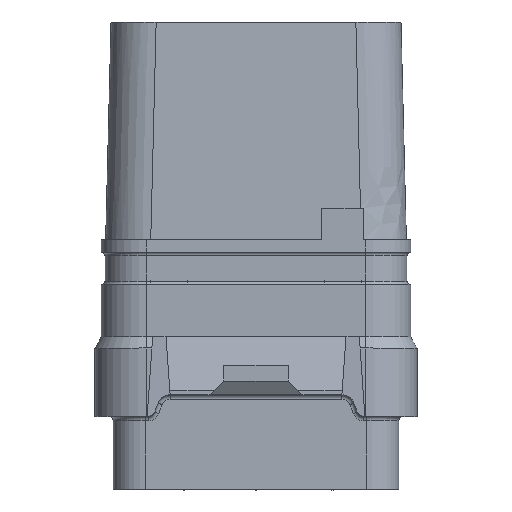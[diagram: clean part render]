
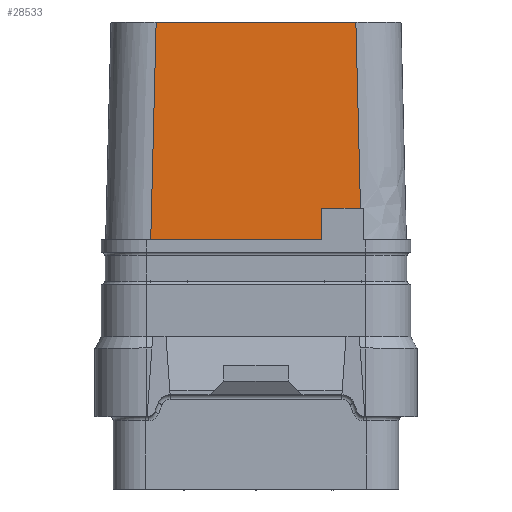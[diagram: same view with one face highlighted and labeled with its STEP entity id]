
A CAD part, top view. The second image highlights one B-rep face of the part: STEP entity #28533.
In plain terms, the highlighted planar face has unit normal (0, 0.025, 1).
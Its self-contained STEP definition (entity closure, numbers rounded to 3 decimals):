
#37=DIRECTION('',(1.,0.,0.));
#38=VECTOR('',#37,7.95);
#39=CARTESIAN_POINT('',(-4.89,7.23,6.));
#40=LINE('',#39,#38);
#85=DIRECTION('',(-1.,0.,0.));
#86=VECTOR('',#85,1.814);
#87=CARTESIAN_POINT('',(4.874,8.68,5.964));
#88=LINE('',#87,#86);
#89=DIRECTION('',(0.,1.,-0.025));
#90=VECTOR('',#89,1.45);
#91=CARTESIAN_POINT('',(3.06,7.23,6.));
#92=LINE('',#91,#90);
#93=DIRECTION('',(0.025,0.999,-0.025));
#94=VECTOR('',#93,10.126);
#95=CARTESIAN_POINT('',(-4.89,7.23,6.));
#96=LINE('',#95,#94);
#113=DIRECTION('',(-0.025,0.999,-0.025));
#114=VECTOR('',#113,8.675);
#115=CARTESIAN_POINT('',(4.874,8.68,5.964));
#116=LINE('',#115,#114);
#126=DIRECTION('',(1.,0.,0.));
#127=VECTOR('',#126,9.3);
#128=CARTESIAN_POINT('',(-4.64,17.35,5.75));
#129=LINE('',#128,#127);
#22203=CARTESIAN_POINT('',(-4.64,17.35,5.75));
#22204=VERTEX_POINT('',#22203);
#22205=CARTESIAN_POINT('',(4.66,17.35,5.75));
#22206=VERTEX_POINT('',#22205);
#22219=CARTESIAN_POINT('',(-4.89,7.23,6.));
#22220=VERTEX_POINT('',#22219);
#22749=CARTESIAN_POINT('',(3.06,7.23,6.));
#22751=VERTEX_POINT('',#22749);
#22753=CARTESIAN_POINT('',(4.874,8.68,5.964));
#22754=CARTESIAN_POINT('',(3.06,8.68,5.964));
#22755=VERTEX_POINT('',#22753);
#22756=VERTEX_POINT('',#22754);
#28516=CARTESIAN_POINT('',(0.01,12.29,5.875));
#28517=DIRECTION('',(0.,0.025,1.));
#28518=DIRECTION('',(1.,0.,0.));
#28519=AXIS2_PLACEMENT_3D('',#28516,#28517,#28518);
#28520=PLANE('',#28519);
#28522=ORIENTED_EDGE('',*,*,#28521,.T.);
#28523=ORIENTED_EDGE('',*,*,#28508,.F.);
#28524=ORIENTED_EDGE('',*,*,#28441,.F.);
#28526=ORIENTED_EDGE('',*,*,#28525,.T.);
#28528=ORIENTED_EDGE('',*,*,#28527,.T.);
#28530=ORIENTED_EDGE('',*,*,#28529,.F.);
#28531=EDGE_LOOP('',(#28522,#28523,#28524,#28526,#28528,#28530));
#28532=FACE_OUTER_BOUND('',#28531,.F.);
#28533=ADVANCED_FACE('',(#28532),#28520,.T.);
#28441=EDGE_CURVE('',#22220,#22751,#40,.T.);
#28508=EDGE_CURVE('',#22751,#22756,#92,.T.);
#28521=EDGE_CURVE('',#22755,#22756,#88,.T.);
#28525=EDGE_CURVE('',#22220,#22204,#96,.T.);
#28527=EDGE_CURVE('',#22204,#22206,#129,.T.);
#28529=EDGE_CURVE('',#22755,#22206,#116,.T.);
